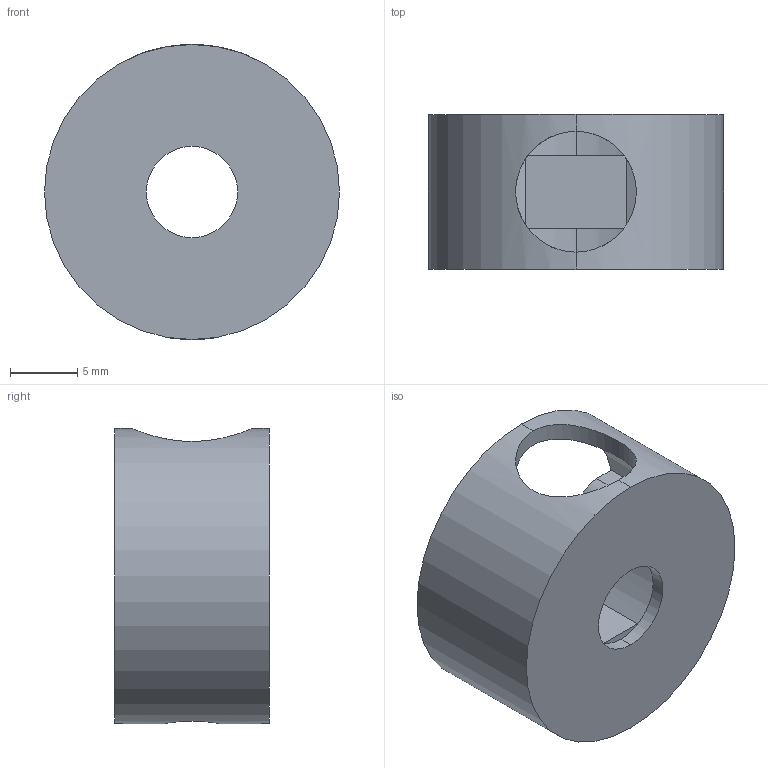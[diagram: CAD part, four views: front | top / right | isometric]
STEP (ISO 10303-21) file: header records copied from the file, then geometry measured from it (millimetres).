
FILE_DESCRIPTION (( 'STEP AP214' ), '1' );
FILE_NAME ('Top Knob.STEP', '2025-05-25T13:15:20', ( '' ), ( '' ), 'SwSTEP 2.0', 'SolidWorks 2020', '' );
FILE_SCHEMA (( 'AUTOMOTIVE_DESIGN' ));
Length unit declared in the file: millimetre
Products named in the file (1): Top Knob
Bounding box: 22 x 11.53 x 22 mm (x, y, z)
Volume: 1253.7 mm3; surface area: 2317.1 mm2
Topology: 1 solids, 1 shells, 33 faces, 102 edges, 68 vertices
Faces by surface type: plane 17, cylinder 16
Entity records: 1498 total; most frequent: CARTESIAN_POINT 462, ORIENTED_EDGE 204, DIRECTION 186, EDGE_CURVE 102, VERTEX_POINT 68, AXIS2_PLACEMENT_3D 66, VECTOR 54, LINE 54
